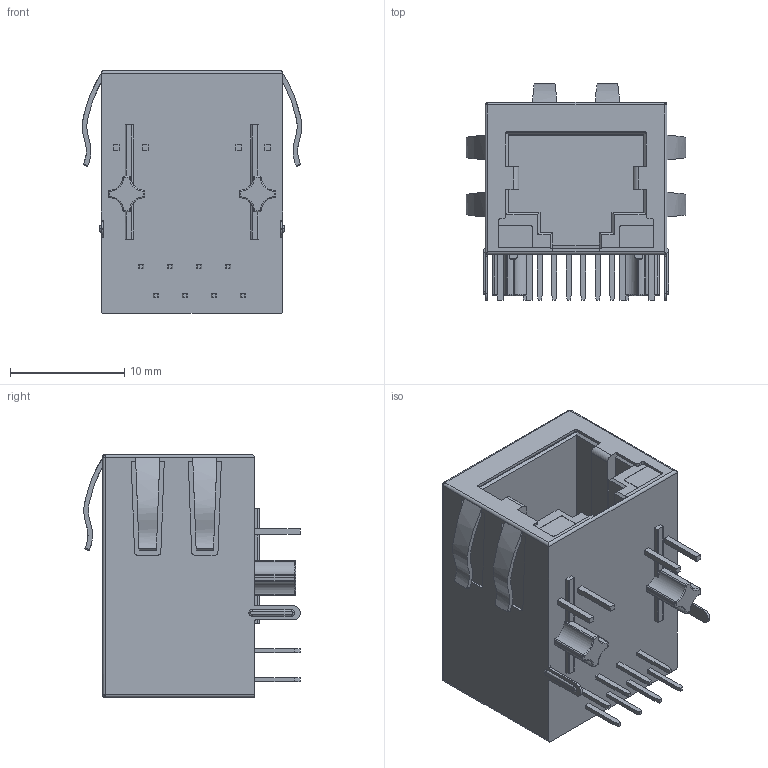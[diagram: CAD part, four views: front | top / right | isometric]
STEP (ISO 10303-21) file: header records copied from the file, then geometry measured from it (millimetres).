
FILE_DESCRIPTION (( 'STEP AP214' ), '1' );
FILE_NAME ('单口下21.3 带灯带弹平行脚8p.STEP', '2023-02-03T02:51:28', ( 'Windows 用户' ), ( 'Microsoft' ), 'SwSTEP 2.0', 'SolidWorks 2020', '' );
FILE_SCHEMA (( 'AUTOMOTIVE_DESIGN' ));
Length unit declared in the file: millimetre
Products named in the file (1): 单口下21.3 带灯带弹平行脚8p
Bounding box: 19.22 x 18.94 x 21.25 mm (x, y, z)
Volume: 3638.9 mm3; surface area: 2550.8 mm2
Topology: 1 solids, 1 shells, 466 faces, 1204 edges, 772 vertices
Faces by surface type: plane 283, cylinder 105, bspline 38, sphere 24, torus 16
Entity records: 16102 total; most frequent: CARTESIAN_POINT 4811, ORIENTED_EDGE 2408, DIRECTION 2214, EDGE_CURVE 1204, LINE 848, VECTOR 848, VERTEX_POINT 772, AXIS2_PLACEMENT_3D 683
